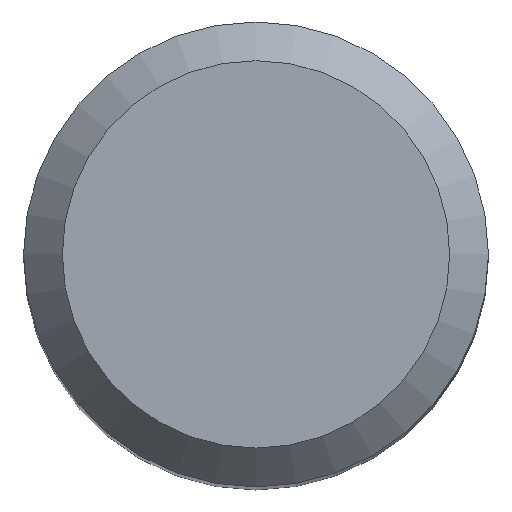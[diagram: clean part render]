
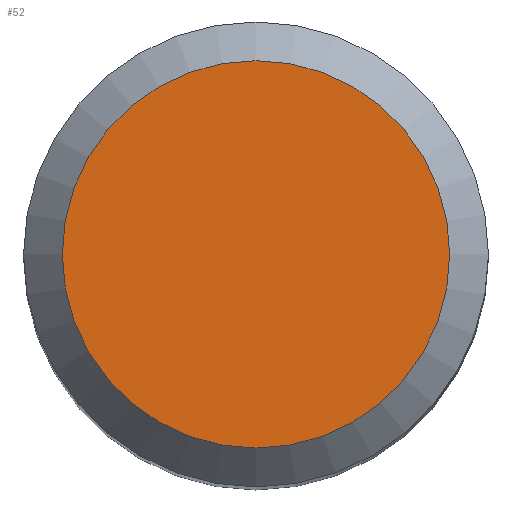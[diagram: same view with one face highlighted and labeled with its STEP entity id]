
A CAD part, top view. The second image highlights one B-rep face of the part: STEP entity #52.
In plain terms, the highlighted planar face has unit normal (0, 0, 1).
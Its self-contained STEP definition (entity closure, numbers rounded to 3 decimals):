
#7 = EDGE_LOOP ( 'NONE', ( #204 ) ) ;
#17 = DIRECTION ( 'NONE',  ( 0., 0., -1. ) ) ;
#29 = FACE_OUTER_BOUND ( 'NONE', #7, .T. ) ;
#52 = ADVANCED_FACE ( 'NONE', ( #29 ), #99, .F. ) ;
#99 = PLANE ( 'NONE',  #158 ) ;
#106 = DIRECTION ( 'NONE',  ( 0., 0., -1. ) ) ;
#119 = CARTESIAN_POINT ( 'NONE',  ( 0., 0., 102. ) ) ;
#135 = DIRECTION ( 'NONE',  ( 0., 1., 0. ) ) ;
#153 = VERTEX_POINT ( 'NONE', #212 ) ;
#158 = AXIS2_PLACEMENT_3D ( 'NONE', #256, #106, #186 ) ;
#186 = DIRECTION ( 'NONE',  ( 0., 1., 0. ) ) ;
#201 = CIRCLE ( 'NONE', #232, 5. ) ;
#204 = ORIENTED_EDGE ( 'NONE', *, *, #229, .F. ) ;
#212 = CARTESIAN_POINT ( 'NONE',  ( 0., 5., 102. ) ) ;
#229 = EDGE_CURVE ( 'NONE', #153, #153, #201, .T. ) ;
#232 = AXIS2_PLACEMENT_3D ( 'NONE', #119, #17, #135 ) ;
#256 = CARTESIAN_POINT ( 'NONE',  ( 0., 0., 102. ) ) ;
